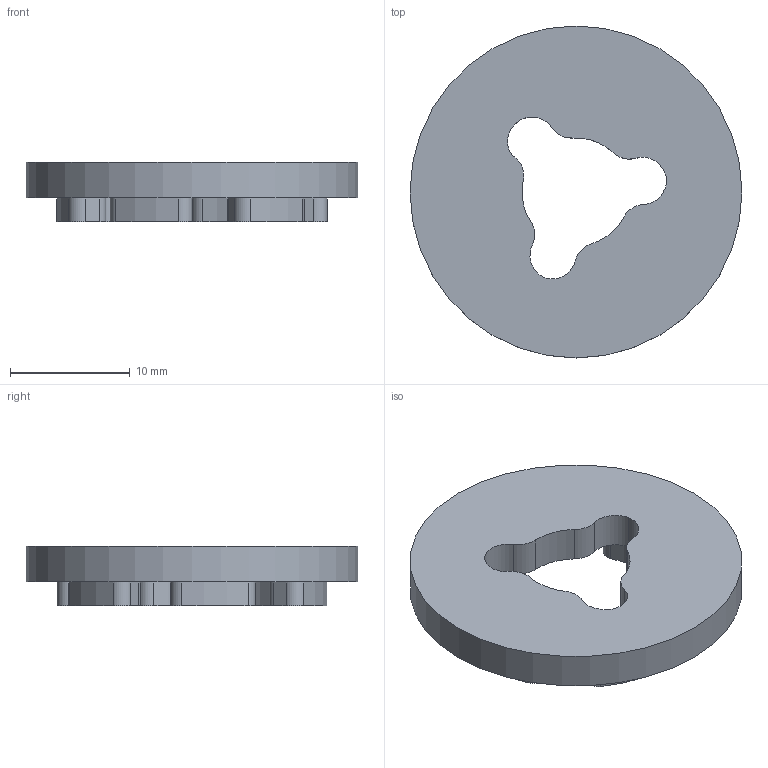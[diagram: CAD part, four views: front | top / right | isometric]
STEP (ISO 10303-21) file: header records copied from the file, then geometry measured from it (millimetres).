
FILE_DESCRIPTION(/* description */ (''),/* implementation_level */ '2;1');
FILE_NAME(/* name */ 'WhirlWax_CleatMount.step',/* time_stamp */ '2023-07-25T20:25:07-04:00',/* author */ (''),/* organization */ (''),/* preprocessor_version */ 'ST-DEVELOPER v19.2',/* originating_system */ 'Autodesk Translation Framework v12.6.0.85',/* authorisation */ '');
FILE_SCHEMA (('AUTOMOTIVE_DESIGN { 1 0 10303 214 3 1 1 }'));
Length unit declared in the file: inch
Products named in the file (1): D2826VERYBASIC
Bounding box: 27.7 x 27.7 x 5 mm (x, y, z)
Volume: 1775.6 mm3; surface area: 1621.5 mm2
Topology: 1 solids, 1 shells, 73 faces, 195 edges, 130 vertices
Faces by surface type: cylinder 53, plane 20
Full cylindrical faces by diameter (mm): 27.7 x1
Entity records: 2374 total; most frequent: DIRECTION 449, CARTESIAN_POINT 399, ORIENTED_EDGE 390, EDGE_CURVE 195, AXIS2_PLACEMENT_3D 180, VERTEX_POINT 130, CIRCLE 106, LINE 89
